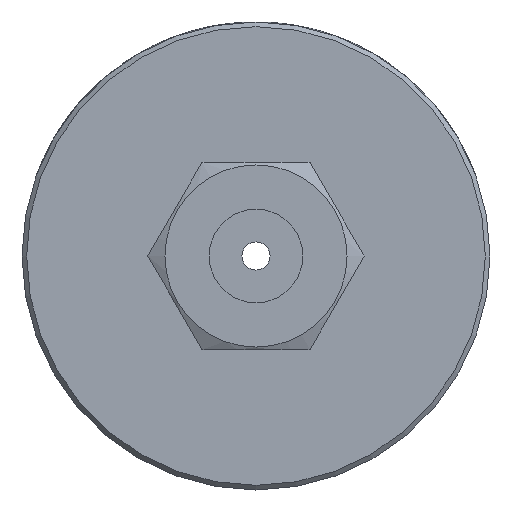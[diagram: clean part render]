
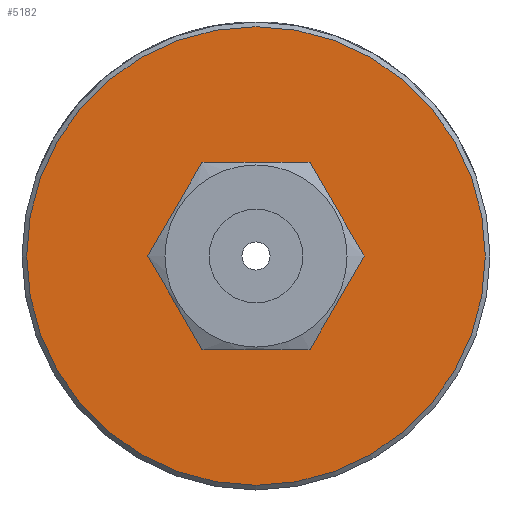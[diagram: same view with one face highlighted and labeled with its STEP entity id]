
A CAD part, front view. The second image highlights one B-rep face of the part: STEP entity #5182.
In plain terms, the highlighted planar face has unit normal (0, -1, 0).
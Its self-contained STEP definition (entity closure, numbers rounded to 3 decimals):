
#1520=ORIENTED_EDGE('',*,*,#3011,.T.);
#1521=ORIENTED_EDGE('',*,*,#3006,.T.);
#3006=EDGE_CURVE('',#3757,#3757,#4111,.F.);
#3011=EDGE_CURVE('',#3762,#3762,#4116,.T.);
#3757=VERTEX_POINT('',#8098);
#3762=VERTEX_POINT('',#8114);
#4111=CIRCLE('',#5602,3.95);
#4116=CIRCLE('',#5613,12.25);
#4212=EDGE_LOOP('',(#1520));
#4213=EDGE_LOOP('',(#1521));
#4613=FACE_BOUND('',#4212,.T.);
#4614=FACE_BOUND('',#4213,.T.);
#4964=PLANE('',#5612);
#5182=ADVANCED_FACE('',(#4613,#4614),#4964,.T.);
#5602=AXIS2_PLACEMENT_3D('',#8097,#6186,#6187);
#5612=AXIS2_PLACEMENT_3D('',#8112,#6206,#6207);
#5613=AXIS2_PLACEMENT_3D('',#8113,#6208,#6209);
#6186=DIRECTION('',(0.,-1.,0.));
#6187=DIRECTION('',(0.,0.,-1.));
#6206=DIRECTION('',(0.,-1.,0.));
#6207=DIRECTION('',(0.,0.,-1.));
#6208=DIRECTION('',(0.,-1.,0.));
#6209=DIRECTION('',(0.,0.,-1.));
#8097=CARTESIAN_POINT('',(0.,8.7,0.));
#8098=CARTESIAN_POINT('',(0.,8.7,-3.95));
#8112=CARTESIAN_POINT('',(0.,8.7,0.));
#8113=CARTESIAN_POINT('',(0.,8.7,0.));
#8114=CARTESIAN_POINT('',(0.,8.7,-12.25));
